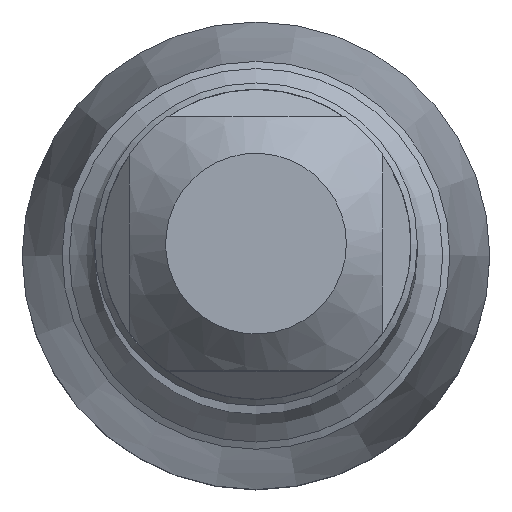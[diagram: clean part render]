
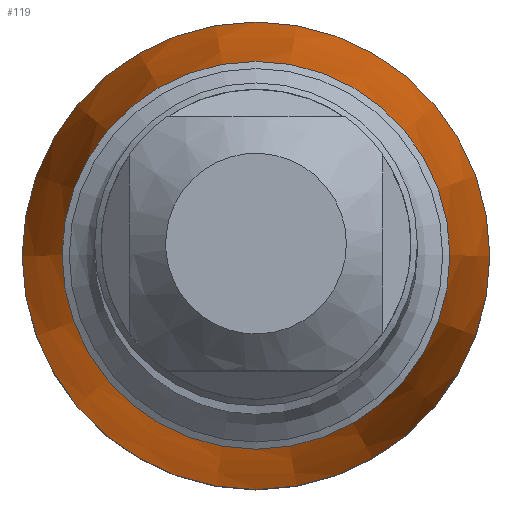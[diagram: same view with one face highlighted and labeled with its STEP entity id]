
A CAD part, top view. The second image highlights one B-rep face of the part: STEP entity #119.
In plain terms, the highlighted conical face has half-angle 8 degrees and reference radius 4.205 mm.
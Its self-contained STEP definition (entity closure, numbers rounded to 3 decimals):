
#119=ADVANCED_FACE('',(#148,#149),#128,.T.);
#128=CONICAL_SURFACE('',#446,4.205,8.);
#148=FACE_BOUND('',#187,.T.);
#149=FACE_BOUND('',#188,.T.);
#187=EDGE_LOOP('',(#263));
#188=EDGE_LOOP('',(#264));
#263=ORIENTED_EDGE('',*,*,#337,.F.);
#264=ORIENTED_EDGE('',*,*,#338,.T.);
#298=VERTEX_POINT('',#697);
#299=VERTEX_POINT('',#700);
#337=EDGE_CURVE('',#298,#298,#355,.T.);
#338=EDGE_CURVE('',#299,#299,#356,.T.);
#355=CIRCLE('',#443,4.205);
#356=CIRCLE('',#445,5.071);
#443=AXIS2_PLACEMENT_3D('',#696,#544,#545);
#445=AXIS2_PLACEMENT_3D('',#699,#548,#549);
#446=AXIS2_PLACEMENT_3D('',#701,#550,#551);
#544=DIRECTION('',(0.,0.,1.));
#545=DIRECTION('',(1.,0.,0.));
#548=DIRECTION('',(0.,0.,1.));
#549=DIRECTION('',(-1.,0.,0.));
#550=DIRECTION('',(0.,0.,-1.));
#551=DIRECTION('',(-1.,0.,0.));
#696=CARTESIAN_POINT('',(0.,0.,-145.));
#697=CARTESIAN_POINT('',(4.205,0.,-145.));
#699=CARTESIAN_POINT('',(0.,0.,-151.156));
#700=CARTESIAN_POINT('',(-5.071,0.,-151.156));
#701=CARTESIAN_POINT('',(0.,0.,-145.));
